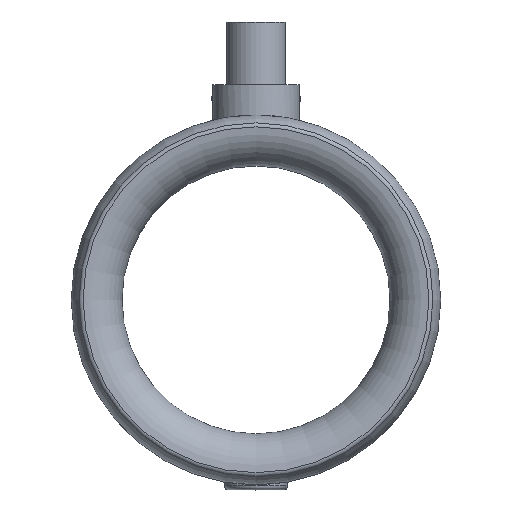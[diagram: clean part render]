
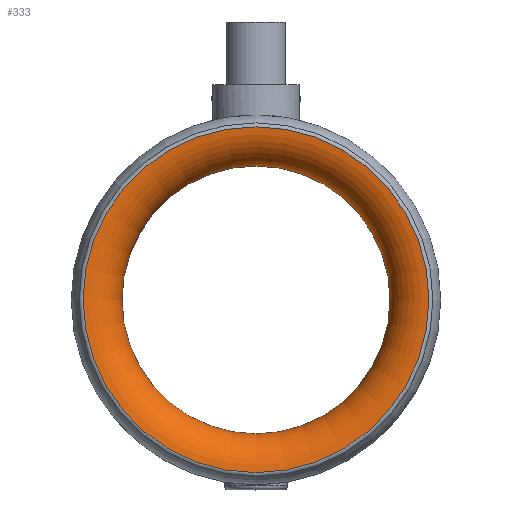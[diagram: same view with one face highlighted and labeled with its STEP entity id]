
A CAD part, top view. The second image highlights one B-rep face of the part: STEP entity #333.
In plain terms, the highlighted toroidal (fillet/blend) face has major radius 220.5 mm and minor radius 50 mm.
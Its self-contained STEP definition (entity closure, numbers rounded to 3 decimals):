
#333 = ADVANCED_FACE ( 'NONE', ( #5021, #3005 ), #22811, .T. ) ;
#978 = DIRECTION ( 'NONE',  ( 0., 0., -1. ) ) ;
#2058 = CIRCLE ( 'NONE', #17079, 170.5 ) ;
#2383 = CARTESIAN_POINT ( 'NONE',  ( 0., 0., 145. ) ) ;
#3005 = FACE_OUTER_BOUND ( 'NONE', #4781, .T. ) ;
#3388 = VERTEX_POINT ( 'NONE', #3637 ) ;
#3637 = CARTESIAN_POINT ( 'NONE',  ( -170.5, 0., 95.003 ) ) ;
#4384 = DIRECTION ( 'NONE',  ( -1., 0., 0. ) ) ;
#4781 = EDGE_LOOP ( 'NONE', ( #12019 ) ) ;
#5021 = FACE_OUTER_BOUND ( 'NONE', #12070, .T. ) ;
#5708 = AXIS2_PLACEMENT_3D ( 'NONE', #2383, #24464, #4384 ) ;
#7322 = AXIS2_PLACEMENT_3D ( 'NONE', #17134, #978, #11492 ) ;
#8362 = CARTESIAN_POINT ( 'NONE',  ( 0., 0., 95.003 ) ) ;
#9835 = VERTEX_POINT ( 'NONE', #14655 ) ;
#11293 = CIRCLE ( 'NONE', #5708, 219.932 ) ;
#11475 = EDGE_CURVE ( 'NONE', #3388, #3388, #2058, .T. ) ;
#11492 = DIRECTION ( 'NONE',  ( -1., 0., 0. ) ) ;
#12019 = ORIENTED_EDGE ( 'NONE', *, *, #13562, .F. ) ;
#12070 = EDGE_LOOP ( 'NONE', ( #16720 ) ) ;
#13562 = EDGE_CURVE ( 'NONE', #9835, #9835, #11293, .T. ) ;
#14655 = CARTESIAN_POINT ( 'NONE',  ( -219.932, 0., 145. ) ) ;
#14942 = DIRECTION ( 'NONE',  ( 0., 0., -1. ) ) ;
#16720 = ORIENTED_EDGE ( 'NONE', *, *, #11475, .T. ) ;
#17079 = AXIS2_PLACEMENT_3D ( 'NONE', #8362, #14942, #18731 ) ;
#17134 = CARTESIAN_POINT ( 'NONE',  ( 0., 0., 95.003 ) ) ;
#18731 = DIRECTION ( 'NONE',  ( -1., 0., 0. ) ) ;
#22811 = TOROIDAL_SURFACE ( 'NONE', #7322, 220.5, 50. ) ;
#24464 = DIRECTION ( 'NONE',  ( 0., 0., -1. ) ) ;
